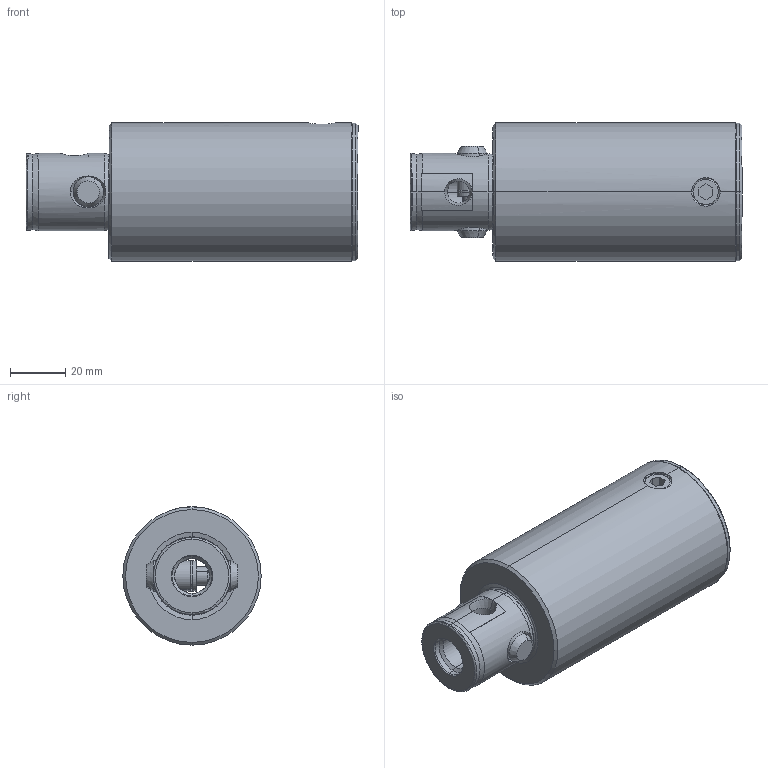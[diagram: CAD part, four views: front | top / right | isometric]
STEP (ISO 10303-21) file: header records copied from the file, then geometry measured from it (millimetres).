
FILE_DESCRIPTION (( 'STEP AP214' ), '1' );
FILE_NAME ('11.331.551.STEP', '2016-08-05T16:07:59', ( '' ), ( '' ), 'SwSTEP 2.0', 'SolidWorks 2016', '' );
FILE_SCHEMA (( 'AUTOMOTIVE_DESIGN' ));
Length unit declared in the file: millimetre
Products named in the file (6): 10.691.50X_10.691.505; 11.331.551; 11.331.551_11.331.551; 691-50XRing_10.691.505Ring; 10.690.43X_10.690.435
Assembly tree (5 placements, depth 3):
  11.331.551
    11.331.551_11.331.551
    10.690.43X_10.690.435
    10.691.50X_10.691.505
      10.691.50X_10.691.505
      691-50XRing_10.691.505Ring
Bounding box: 120 x 50 x 50 mm (x, y, z)
Volume: 154575.9 mm3; surface area: 30419.8 mm2
Topology: 4 solids, 4 shells, 142 faces, 321 edges, 187 vertices
Faces by surface type: cylinder 47, cone 43, plane 39, torus 13
Entity records: 4843 total; most frequent: CARTESIAN_POINT 1364, DIRECTION 720, ORIENTED_EDGE 638, EDGE_CURVE 319, AXIS2_PLACEMENT_3D 290, VERTEX_POINT 187, EDGE_LOOP 154, ADVANCED_FACE 142
